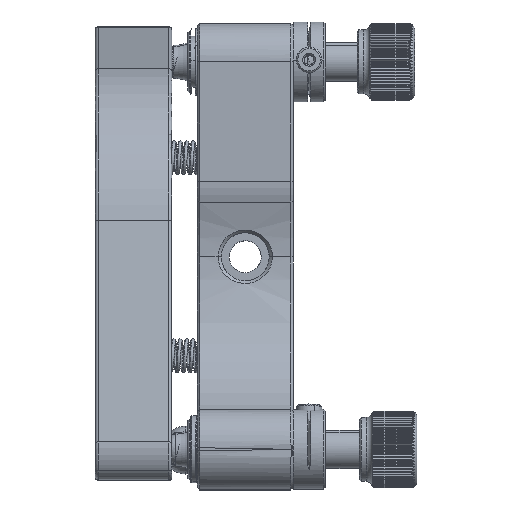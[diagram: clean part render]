
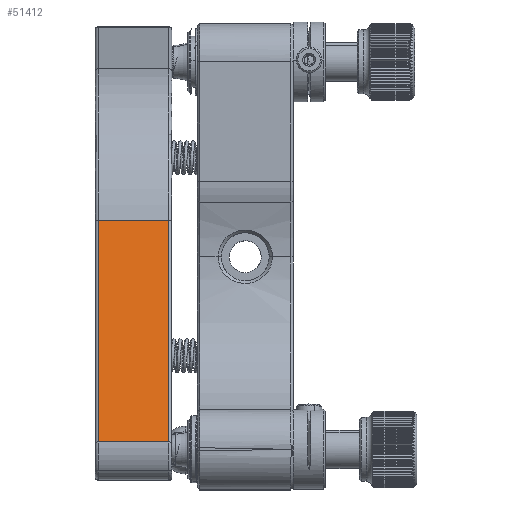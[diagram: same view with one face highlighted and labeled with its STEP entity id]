
A CAD part, top view. The second image highlights one B-rep face of the part: STEP entity #51412.
In plain terms, the highlighted planar face has unit normal (0, 0.185, 0.983).
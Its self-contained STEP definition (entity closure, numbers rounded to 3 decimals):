
#251 = CARTESIAN_POINT ( 'NONE',  ( -23., 5.523, 29.385 ) ) ;
#1363 = ORIENTED_EDGE ( 'NONE', *, *, #21600, .F. ) ;
#6664 = EDGE_LOOP ( 'NONE', ( #28263, #41360, #1363, #32179 ) ) ;
#8722 = VERTEX_POINT ( 'NONE', #251 ) ;
#9724 = CARTESIAN_POINT ( 'NONE',  ( -23., -6.016, 31.554 ) ) ;
#9841 = CARTESIAN_POINT ( 'NONE',  ( -12., 5.523, 29.385 ) ) ;
#10013 = EDGE_CURVE ( 'NONE', #42001, #8722, #52358, .T. ) ;
#12427 = CARTESIAN_POINT ( 'NONE',  ( -12., -6.016, 31.554 ) ) ;
#13452 = CARTESIAN_POINT ( 'NONE',  ( -23., -17.556, 33.723 ) ) ;
#14763 = CARTESIAN_POINT ( 'NONE',  ( -23., -29.095, 35.892 ) ) ;
#16177 = CARTESIAN_POINT ( 'NONE',  ( -12., 5.523, 29.385 ) ) ;
#16466 = CARTESIAN_POINT ( 'NONE',  ( -15.667, 5.523, 29.385 ) ) ;
#17020 = DIRECTION ( 'NONE',  ( 0., 0.185, 0.983 ) ) ;
#17035 = CARTESIAN_POINT ( 'NONE',  ( -12., -29.095, 35.892 ) ) ;
#21016 = CARTESIAN_POINT ( 'NONE',  ( -12., -17.556, 33.723 ) ) ;
#21600 = EDGE_CURVE ( 'NONE', #27261, #41741, #31063, .T. ) ;
#24426 = CARTESIAN_POINT ( 'NONE',  ( -15.667, -29.095, 35.892 ) ) ;
#25560 = DIRECTION ( 'NONE',  ( 1., 0., 0. ) ) ;
#27261 = VERTEX_POINT ( 'NONE', #55296 ) ;
#28263 = ORIENTED_EDGE ( 'NONE', *, *, #10013, .T. ) ;
#29845 = CARTESIAN_POINT ( 'NONE',  ( -19.333, 5.523, 29.385 ) ) ;
#30826 = B_SPLINE_CURVE_WITH_KNOTS ( 'NONE', 3,
 ( #51549, #12427, #21016, #17035 ),
 .UNSPECIFIED., .F., .F.,
 ( 4, 4 ),
 ( 0., 1. ),
 .UNSPECIFIED. ) ;
#30872 = CARTESIAN_POINT ( 'NONE',  ( -23., -29.095, 35.892 ) ) ;
#31063 = B_SPLINE_CURVE_WITH_KNOTS ( 'NONE', 3,
 ( #36987, #24426, #40723, #14763 ),
 .UNSPECIFIED., .F., .F.,
 ( 4, 4 ),
 ( 0., 1. ),
 .UNSPECIFIED. ) ;
#31961 = EDGE_CURVE ( 'NONE', #8722, #41741, #39328, .T. ) ;
#32179 = ORIENTED_EDGE ( 'NONE', *, *, #48519, .F. ) ;
#34286 = AXIS2_PLACEMENT_3D ( 'NONE', #42963, #17020, #25560 ) ;
#36987 = CARTESIAN_POINT ( 'NONE',  ( -12., -29.095, 35.892 ) ) ;
#38686 = FACE_OUTER_BOUND ( 'NONE', #6664, .T. ) ;
#39328 = B_SPLINE_CURVE_WITH_KNOTS ( 'NONE', 3,
 ( #52569, #9724, #13452, #30872 ),
 .UNSPECIFIED., .F., .F.,
 ( 4, 4 ),
 ( 0., 1. ),
 .UNSPECIFIED. ) ;
#40723 = CARTESIAN_POINT ( 'NONE',  ( -19.333, -29.095, 35.892 ) ) ;
#41360 = ORIENTED_EDGE ( 'NONE', *, *, #31961, .T. ) ;
#41741 = VERTEX_POINT ( 'NONE', #44486 ) ;
#42001 = VERTEX_POINT ( 'NONE', #9841 ) ;
#42963 = CARTESIAN_POINT ( 'NONE',  ( -23.5, 6.465, 29.209 ) ) ;
#44486 = CARTESIAN_POINT ( 'NONE',  ( -23., -29.095, 35.892 ) ) ;
#48519 = EDGE_CURVE ( 'NONE', #42001, #27261, #30826, .T. ) ;
#51412 = ADVANCED_FACE ( 'NONE', ( #38686 ), #51818, .T. ) ;
#51549 = CARTESIAN_POINT ( 'NONE',  ( -12., 5.523, 29.385 ) ) ;
#51818 = PLANE ( 'NONE',  #34286 ) ;
#52358 = B_SPLINE_CURVE_WITH_KNOTS ( 'NONE', 3,
 ( #16177, #16466, #29845, #55845 ),
 .UNSPECIFIED., .F., .F.,
 ( 4, 4 ),
 ( 0., 1. ),
 .UNSPECIFIED. ) ;
#52569 = CARTESIAN_POINT ( 'NONE',  ( -23., 5.523, 29.385 ) ) ;
#55296 = CARTESIAN_POINT ( 'NONE',  ( -12., -29.095, 35.892 ) ) ;
#55845 = CARTESIAN_POINT ( 'NONE',  ( -23., 5.523, 29.385 ) ) ;
